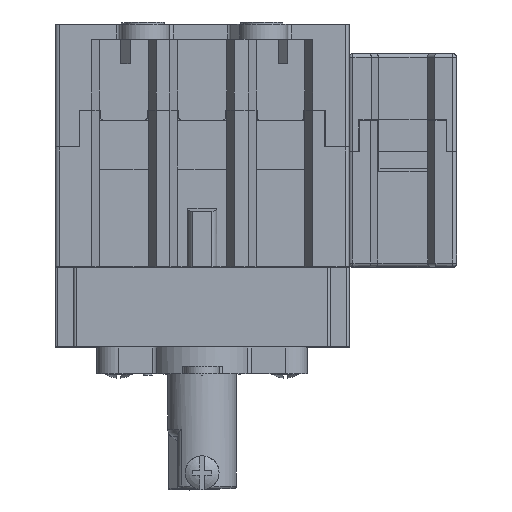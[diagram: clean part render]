
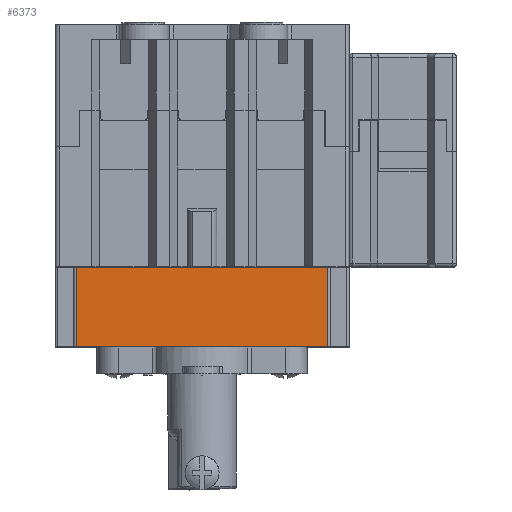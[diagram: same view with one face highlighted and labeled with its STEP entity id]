
A CAD part, top view. The second image highlights one B-rep face of the part: STEP entity #6373.
In plain terms, the highlighted planar face has unit normal (0, 0, 1).
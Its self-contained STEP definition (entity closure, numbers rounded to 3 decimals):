
#66=DIRECTION('',(1.,0.,0.));
#67=VECTOR('',#66,51.4);
#68=CARTESIAN_POINT('',(-25.7,0.,20.));
#69=LINE('',#68,#67);
#1633=DIRECTION('',(0.,1.,0.));
#1634=VECTOR('',#1633,16.3);
#1635=CARTESIAN_POINT('',(-25.7,0.,20.));
#1636=LINE('',#1635,#1634);
#1651=DIRECTION('',(1.,0.,0.));
#1652=VECTOR('',#1651,51.4);
#1653=CARTESIAN_POINT('',(-25.7,16.3,20.));
#1654=LINE('',#1653,#1652);
#1655=DIRECTION('',(0.,1.,0.));
#1656=VECTOR('',#1655,16.3);
#1657=CARTESIAN_POINT('',(25.7,0.,20.));
#1658=LINE('',#1657,#1656);
#3556=CARTESIAN_POINT('',(25.7,0.,20.));
#3557=CARTESIAN_POINT('',(25.7,16.3,20.));
#3558=VERTEX_POINT('',#3556);
#3559=VERTEX_POINT('',#3557);
#3564=CARTESIAN_POINT('',(-25.7,0.,20.));
#3565=CARTESIAN_POINT('',(-25.7,16.3,20.));
#3566=VERTEX_POINT('',#3564);
#3567=VERTEX_POINT('',#3565);
#6361=CARTESIAN_POINT('',(-30.,0.,20.));
#6362=DIRECTION('',(0.,0.,1.));
#6363=DIRECTION('',(1.,0.,0.));
#6364=AXIS2_PLACEMENT_3D('',#6361,#6362,#6363);
#6365=PLANE('',#6364);
#6367=ORIENTED_EDGE('',*,*,#6366,.F.);
#6368=ORIENTED_EDGE('',*,*,#3999,.F.);
#6369=ORIENTED_EDGE('',*,*,#6353,.T.);
#6370=ORIENTED_EDGE('',*,*,#4711,.T.);
#6371=EDGE_LOOP('',(#6367,#6368,#6369,#6370));
#6372=FACE_OUTER_BOUND('',#6371,.F.);
#3999=EDGE_CURVE('',#3566,#3558,#69,.T.);
#4711=EDGE_CURVE('',#3567,#3559,#1654,.T.);
#6353=EDGE_CURVE('',#3566,#3567,#1636,.T.);
#6366=EDGE_CURVE('',#3558,#3559,#1658,.T.);
#6373=ADVANCED_FACE('',(#6372),#6365,.T.);
